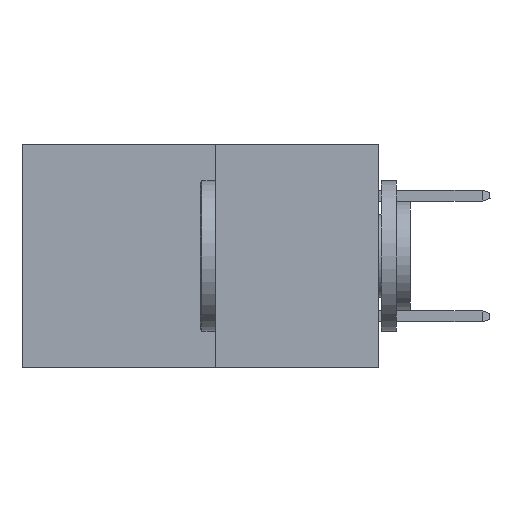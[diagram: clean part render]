
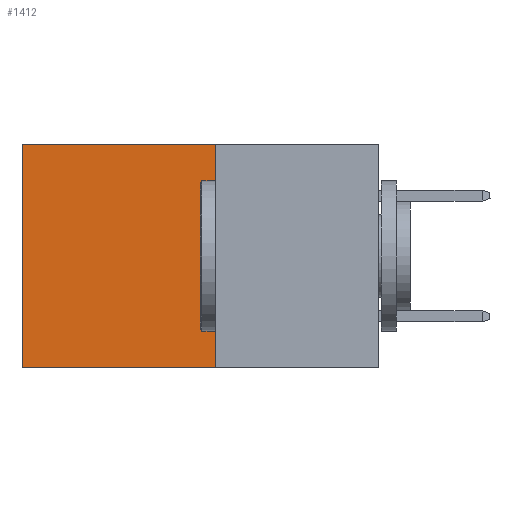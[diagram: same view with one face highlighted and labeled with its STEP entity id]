
A CAD part, left-side view. The second image highlights one B-rep face of the part: STEP entity #1412.
In plain terms, the highlighted planar face has unit normal (-1, 0, 0).
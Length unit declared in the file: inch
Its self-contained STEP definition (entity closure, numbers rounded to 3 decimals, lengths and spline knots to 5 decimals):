
#80 = EDGE_CURVE ( 'NONE', #16572, #7298, #12542, .T. ) ;
#233 = VERTEX_POINT ( 'NONE', #8628 ) ;
#296 = EDGE_CURVE ( 'NONE', #233, #16572, #22528, .T. ) ;
#911 = DIRECTION ( 'NONE',  ( 1., 0., 0. ) ) ;
#1412 = ADVANCED_FACE ( 'NONE', ( #7715 ), #1606, .F. ) ;
#1606 = PLANE ( 'NONE',  #25410 ) ;
#1810 = CARTESIAN_POINT ( 'NONE',  ( 0.277, 0.27, 0. ) ) ;
#3361 = CARTESIAN_POINT ( 'NONE',  ( 0.277, 0.59, -0.37 ) ) ;
#4435 = EDGE_CURVE ( 'NONE', #233, #17565, #20064, .T. ) ;
#4992 = CARTESIAN_POINT ( 'NONE',  ( 0.277, 0.59, 0. ) ) ;
#5295 = DIRECTION ( 'NONE',  ( 0., 0., -1. ) ) ;
#5735 = ORIENTED_EDGE ( 'NONE', *, *, #24811, .F. ) ;
#6149 = CARTESIAN_POINT ( 'NONE',  ( 0.277, 0.27, -0.37 ) ) ;
#6395 = DIRECTION ( 'NONE',  ( 0., 0., -1. ) ) ;
#6960 = LINE ( 'NONE', #6149, #17628 ) ;
#7298 = VERTEX_POINT ( 'NONE', #10673 ) ;
#7715 = FACE_OUTER_BOUND ( 'NONE', #17702, .T. ) ;
#8609 = ORIENTED_EDGE ( 'NONE', *, *, #296, .T. ) ;
#8628 = CARTESIAN_POINT ( 'NONE',  ( 0.277, 0.27, 0. ) ) ;
#10673 = CARTESIAN_POINT ( 'NONE',  ( 0.277, 0.59, -0.37 ) ) ;
#11074 = ORIENTED_EDGE ( 'NONE', *, *, #4435, .F. ) ;
#11557 = VECTOR ( 'NONE', #19194, 39.37008 ) ;
#12542 = LINE ( 'NONE', #3361, #21051 ) ;
#13524 = CARTESIAN_POINT ( 'NONE',  ( 0.277, 0.27, -0.37 ) ) ;
#14890 = VECTOR ( 'NONE', #16297, 39.37008 ) ;
#16297 = DIRECTION ( 'NONE',  ( 0., 0., -1. ) ) ;
#16344 = CARTESIAN_POINT ( 'NONE',  ( 0.277, 0.27, -0.37 ) ) ;
#16572 = VERTEX_POINT ( 'NONE', #4992 ) ;
#17565 = VERTEX_POINT ( 'NONE', #25539 ) ;
#17628 = VECTOR ( 'NONE', #23877, 39.37008 ) ;
#17702 = EDGE_LOOP ( 'NONE', ( #19622, #5735, #11074, #8609 ) ) ;
#19194 = DIRECTION ( 'NONE',  ( 0., 1., 0. ) ) ;
#19622 = ORIENTED_EDGE ( 'NONE', *, *, #80, .T. ) ;
#20064 = LINE ( 'NONE', #16344, #14890 ) ;
#21051 = VECTOR ( 'NONE', #6395, 39.37008 ) ;
#22528 = LINE ( 'NONE', #1810, #11557 ) ;
#23877 = DIRECTION ( 'NONE',  ( 0., 1., 0. ) ) ;
#24811 = EDGE_CURVE ( 'NONE', #17565, #7298, #6960, .T. ) ;
#25410 = AXIS2_PLACEMENT_3D ( 'NONE', #13524, #911, #5295 ) ;
#25539 = CARTESIAN_POINT ( 'NONE',  ( 0.277, 0.27, -0.37 ) ) ;
